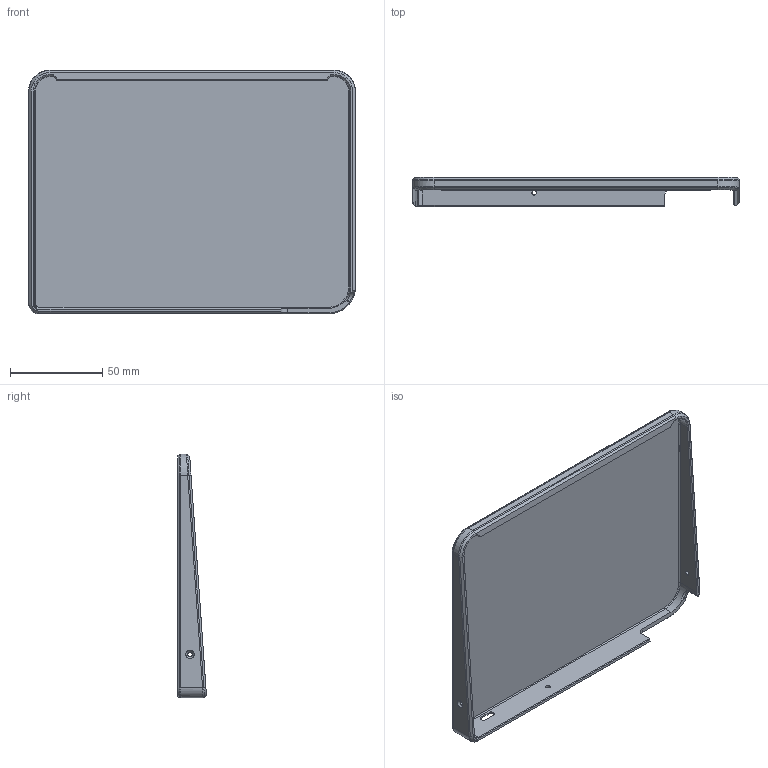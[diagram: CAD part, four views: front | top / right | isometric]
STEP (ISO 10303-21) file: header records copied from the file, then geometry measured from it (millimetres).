
FILE_DESCRIPTION(/* description */ ('STEP AP203'),/* implementation_level */ '2;1');
FILE_NAME(/* name */ 'trackpadglass v35.step',/* time_stamp */ '2025-08-20T07:48:17+02:00',/* author */ (''),/* organization */ (''),/* preprocessor_version */ 'ST-DEVELOPER v20.1',/* originating_system */ 'Autodesk Translation Framework v14.10.0.0',/* authorisation */ '');
FILE_SCHEMA (('AUTOMOTIVE_DESIGN { 1 0 10303 214 3 1 1 }'));
Length unit declared in the file: millimetre
Products named in the file (1): PloopyTrackpad-RevA
Bounding box: 177.2 x 15.64 x 132.2 mm (x, y, z)
Volume: 26781.7 mm3; surface area: 58163.6 mm2
Topology: 1 solids, 1 shells, 157 faces, 388 edges, 233 vertices
Faces by surface type: plane 56, cylinder 45, bspline 29, cone 18, torus 8, sphere 1
Full cylindrical faces by diameter (mm): 2.4 x3
Entity records: 6830 total; most frequent: CARTESIAN_POINT 3221, ORIENTED_EDGE 772, DIRECTION 706, EDGE_CURVE 386, AXIS2_PLACEMENT_3D 249, VERTEX_POINT 233, LINE 208, VECTOR 208
